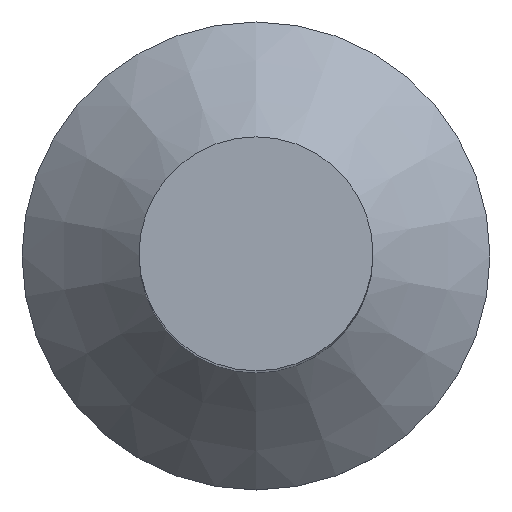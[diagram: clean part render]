
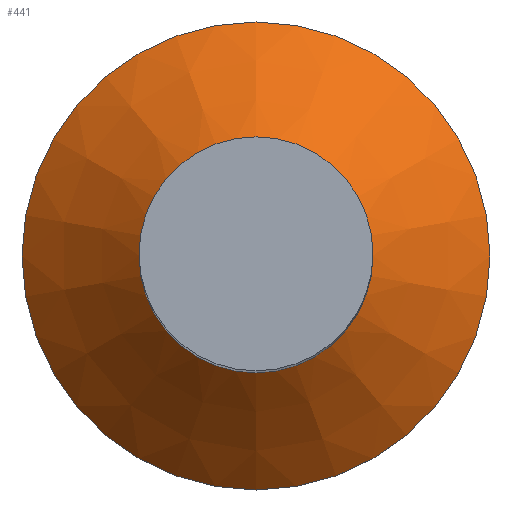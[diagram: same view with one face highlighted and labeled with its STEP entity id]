
A CAD part, top view. The second image highlights one B-rep face of the part: STEP entity #441.
In plain terms, the highlighted conical face has half-angle 45 degrees and reference radius 2.25 mm.
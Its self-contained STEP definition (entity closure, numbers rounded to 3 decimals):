
#21 = FACE_BOUND ( 'NONE', #258, .T. ) ;
#26 = CARTESIAN_POINT ( 'NONE',  ( 0., 0., 0. ) ) ;
#34 = AXIS2_PLACEMENT_3D ( 'NONE', #26, #297, #190 ) ;
#56 = DIRECTION ( 'NONE',  ( 0., 0., -1. ) ) ;
#57 = CIRCLE ( 'NONE', #148, 3. ) ;
#94 = EDGE_CURVE ( 'NONE', #153, #153, #379, .T. ) ;
#100 = CONICAL_SURFACE ( 'NONE', #237, 2.25, 0.785 ) ;
#107 = DIRECTION ( 'NONE',  ( 0., 0., 1. ) ) ;
#114 = DIRECTION ( 'NONE',  ( 0., -1., 0. ) ) ;
#122 = ORIENTED_EDGE ( 'NONE', *, *, #94, .F. ) ;
#143 = CARTESIAN_POINT ( 'NONE',  ( 0., 0., -1.5 ) ) ;
#148 = AXIS2_PLACEMENT_3D ( 'NONE', #143, #107, #209 ) ;
#153 = VERTEX_POINT ( 'NONE', #285 ) ;
#182 = CARTESIAN_POINT ( 'NONE',  ( 0., 0., -0.75 ) ) ;
#190 = DIRECTION ( 'NONE',  ( 0., -1., 0. ) ) ;
#209 = DIRECTION ( 'NONE',  ( 0., -1., 0. ) ) ;
#237 = AXIS2_PLACEMENT_3D ( 'NONE', #182, #56, #114 ) ;
#249 = FACE_OUTER_BOUND ( 'NONE', #425, .T. ) ;
#258 = EDGE_LOOP ( 'NONE', ( #122 ) ) ;
#285 = CARTESIAN_POINT ( 'NONE',  ( 0., -1.5, 0. ) ) ;
#297 = DIRECTION ( 'NONE',  ( 0., 0., 1. ) ) ;
#316 = CARTESIAN_POINT ( 'NONE',  ( 0., -3., -1.5 ) ) ;
#342 = ORIENTED_EDGE ( 'NONE', *, *, #358, .T. ) ;
#358 = EDGE_CURVE ( 'NONE', #387, #387, #57, .T. ) ;
#379 = CIRCLE ( 'NONE', #34, 1.5 ) ;
#387 = VERTEX_POINT ( 'NONE', #316 ) ;
#425 = EDGE_LOOP ( 'NONE', ( #342 ) ) ;
#441 = ADVANCED_FACE ( 'NONE', ( #249, #21 ), #100, .T. ) ;
